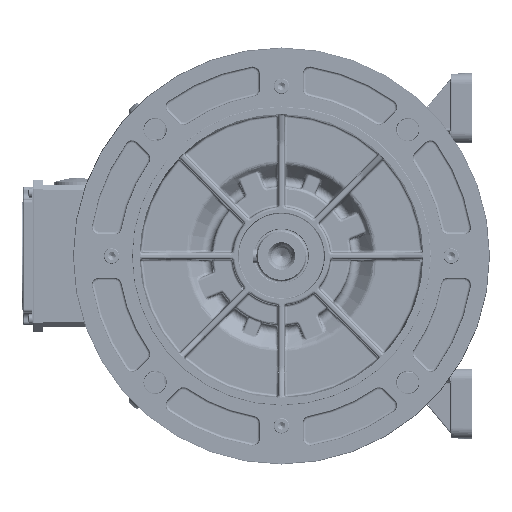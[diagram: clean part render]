
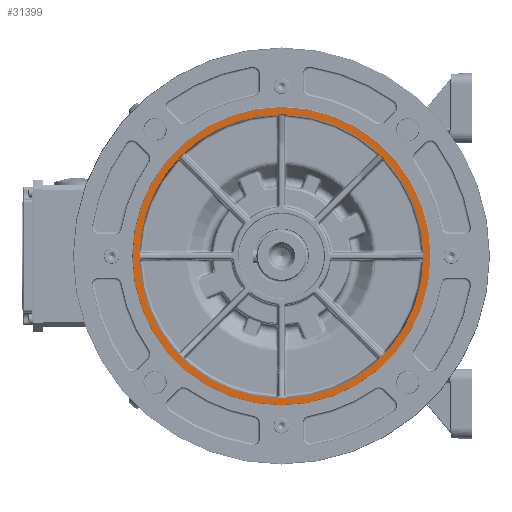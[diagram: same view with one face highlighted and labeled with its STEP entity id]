
A CAD part, left-side view. The second image highlights one B-rep face of the part: STEP entity #31399.
In plain terms, the highlighted planar face has unit normal (-1, 0, 0).
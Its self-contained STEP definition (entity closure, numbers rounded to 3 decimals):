
#16357=FACE_BOUND('',#50962,.T.);
#16358=FACE_BOUND('',#50963,.T.);
#22714=CIRCLE('',#176990,119.124);
#22715=CIRCLE('',#176991,125.);
#31399=ADVANCED_FACE('',(#16357,#16358),#35421,.T.);
#35421=PLANE('',#176992);
#50962=EDGE_LOOP('',(#105120));
#50963=EDGE_LOOP('',(#105121));
#105120=ORIENTED_EDGE('',*,*,#155889,.F.);
#105121=ORIENTED_EDGE('',*,*,#155890,.T.);
#131173=VERTEX_POINT('',#328716);
#131174=VERTEX_POINT('',#328718);
#155889=EDGE_CURVE('',#131173,#131173,#22714,.T.);
#155890=EDGE_CURVE('',#131174,#131174,#22715,.T.);
#176990=AXIS2_PLACEMENT_3D('',#328715,#215740,#215741);
#176991=AXIS2_PLACEMENT_3D('',#328717,#215742,#215743);
#176992=AXIS2_PLACEMENT_3D('',#328719,#215744,#215745);
#215740=DIRECTION('',(-1.,0.,0.));
#215741=DIRECTION('',(0.,0.,1.));
#215742=DIRECTION('',(-1.,0.,0.));
#215743=DIRECTION('',(0.,0.,1.));
#215744=DIRECTION('',(-1.,0.,0.));
#215745=DIRECTION('',(0.,0.,1.));
#328715=CARTESIAN_POINT('',(-40.,117.,0.));
#328716=CARTESIAN_POINT('',(-40.,117.,119.124));
#328717=CARTESIAN_POINT('',(-40.,117.,0.));
#328718=CARTESIAN_POINT('',(-40.,117.,125.));
#328719=CARTESIAN_POINT('',(-40.,-8.,0.));
